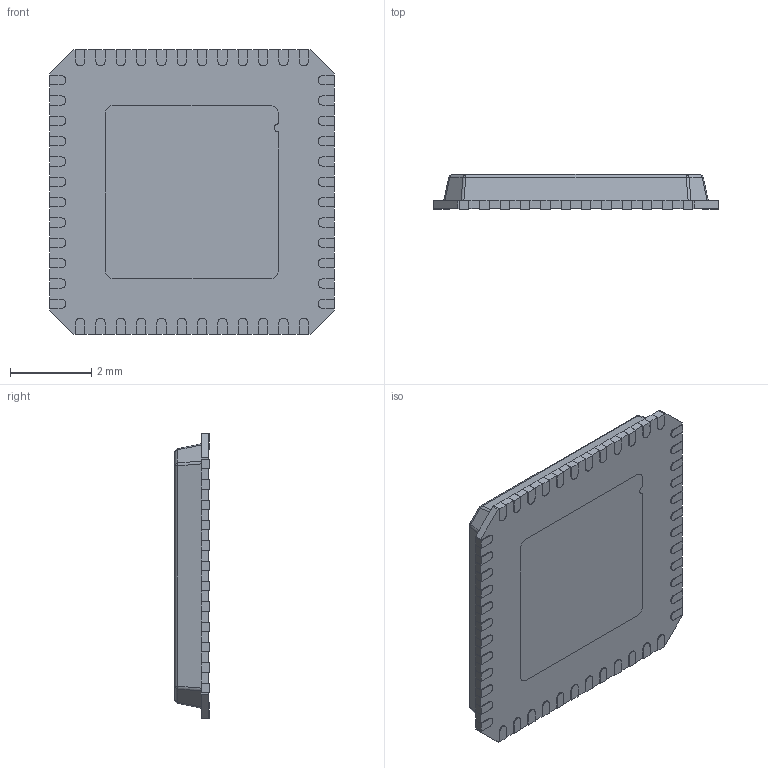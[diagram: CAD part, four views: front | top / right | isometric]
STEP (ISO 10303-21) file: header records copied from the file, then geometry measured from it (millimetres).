
FILE_DESCRIPTION (( 'STEP AP214' ), '1' );
FILE_NAME ('User Library-LFCSP 48-pin.STEP', '2020-02-10T22:50:45', ( '' ), ( '' ), 'SwSTEP 2.0', 'SolidWorks 2019', '' );
FILE_SCHEMA (( 'AUTOMOTIVE_DESIGN' ));
Length unit declared in the file: millimetre
Products named in the file (1): User Library-LFCSP 48-pin
Bounding box: 7 x 0.85 x 7 mm (x, y, z)
Volume: 34.8 mm3; surface area: 133.6 mm2
Topology: 49 solids, 49 shells, 622 faces, 1464 edges, 934 vertices
Faces by surface type: plane 500, cylinder 112, sphere 8, torus 2
Entity records: 22671 total; most frequent: CARTESIAN_POINT 3037, DIRECTION 2929, ORIENTED_EDGE 2912, EDGE_CURVE 1456, VECTOR 1213, LINE 1213, VERTEX_POINT 934, AXIS2_PLACEMENT_3D 858
